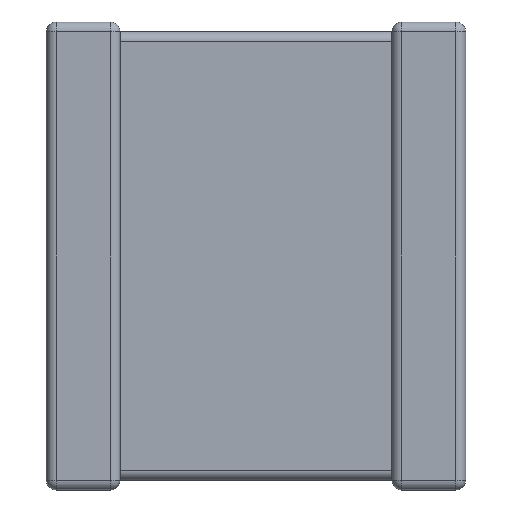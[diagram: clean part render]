
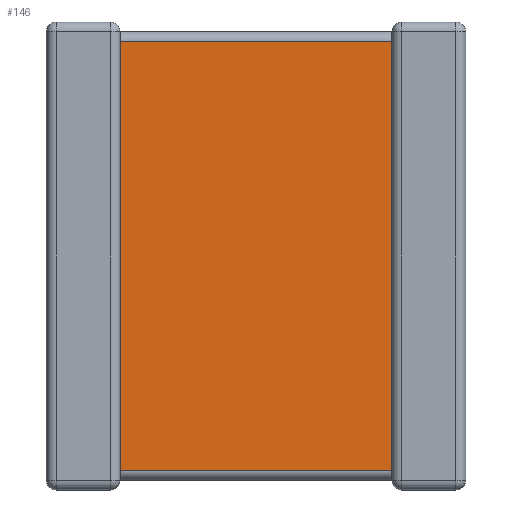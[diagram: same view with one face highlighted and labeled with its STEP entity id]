
A CAD part, front view. The second image highlights one B-rep face of the part: STEP entity #146.
In plain terms, the highlighted planar face has unit normal (0, -1, 0).
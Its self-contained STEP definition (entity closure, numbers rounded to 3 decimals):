
#33 = VERTEX_POINT ( 'NONE', #4173 ) ;
#55 = VECTOR ( 'NONE', #2657, 1000. ) ;
#146 = ADVANCED_FACE ( 'NONE', ( #183 ), #3041, .T. ) ;
#183 = FACE_OUTER_BOUND ( 'NONE', #192, .T. ) ;
#192 = EDGE_LOOP ( 'NONE', ( #2821, #493, #507, #3723 ) ) ;
#307 = DIRECTION ( 'NONE',  ( -1., 0., 0. ) ) ;
#493 = ORIENTED_EDGE ( 'NONE', *, *, #1082, .T. ) ;
#507 = ORIENTED_EDGE ( 'NONE', *, *, #3710, .T. ) ;
#564 = CARTESIAN_POINT ( 'NONE',  ( 1.67, 0.22, -10.6 ) ) ;
#775 = EDGE_CURVE ( 'NONE', #3950, #1490, #3821, .T. ) ;
#989 = DIRECTION ( 'NONE',  ( 0., 0., 1. ) ) ;
#1082 = EDGE_CURVE ( 'NONE', #2332, #33, #4446, .T. ) ;
#1264 = CARTESIAN_POINT ( 'NONE',  ( 1.67, 0.22, -0.441 ) ) ;
#1490 = VERTEX_POINT ( 'NONE', #1264 ) ;
#1557 = VECTOR ( 'NONE', #307, 1000. ) ;
#1601 = DIRECTION ( 'NONE',  ( 1., 0., 0. ) ) ;
#1640 = VECTOR ( 'NONE', #2746, 1000. ) ;
#1727 = CARTESIAN_POINT ( 'NONE',  ( 7.83, 0.22, -0.441 ) ) ;
#1988 = AXIS2_PLACEMENT_3D ( 'NONE', #564, #4053, #1601 ) ;
#2055 = CARTESIAN_POINT ( 'NONE',  ( 1.67, 0.22, -10.6 ) ) ;
#2083 = LINE ( 'NONE', #2720, #4494 ) ;
#2138 = EDGE_CURVE ( 'NONE', #2332, #1490, #4511, .T. ) ;
#2332 = VERTEX_POINT ( 'NONE', #3007 ) ;
#2657 = DIRECTION ( 'NONE',  ( 1., 0., 0. ) ) ;
#2720 = CARTESIAN_POINT ( 'NONE',  ( 7.83, 0.22, -10.6 ) ) ;
#2746 = DIRECTION ( 'NONE',  ( 0., 0., 1. ) ) ;
#2821 = ORIENTED_EDGE ( 'NONE', *, *, #2138, .F. ) ;
#3007 = CARTESIAN_POINT ( 'NONE',  ( 1.67, 0.22, -10.159 ) ) ;
#3041 = PLANE ( 'NONE',  #1988 ) ;
#3115 = CARTESIAN_POINT ( 'NONE',  ( 1.67, 0.22, -0.441 ) ) ;
#3372 = CARTESIAN_POINT ( 'NONE',  ( 7.83, 0.22, -10.159 ) ) ;
#3710 = EDGE_CURVE ( 'NONE', #33, #3950, #2083, .T. ) ;
#3723 = ORIENTED_EDGE ( 'NONE', *, *, #775, .T. ) ;
#3821 = LINE ( 'NONE', #3115, #1557 ) ;
#3950 = VERTEX_POINT ( 'NONE', #1727 ) ;
#4053 = DIRECTION ( 'NONE',  ( 0., -1., 0. ) ) ;
#4173 = CARTESIAN_POINT ( 'NONE',  ( 7.83, 0.22, -10.159 ) ) ;
#4446 = LINE ( 'NONE', #3372, #55 ) ;
#4494 = VECTOR ( 'NONE', #989, 1000. ) ;
#4511 = LINE ( 'NONE', #2055, #1640 ) ;
